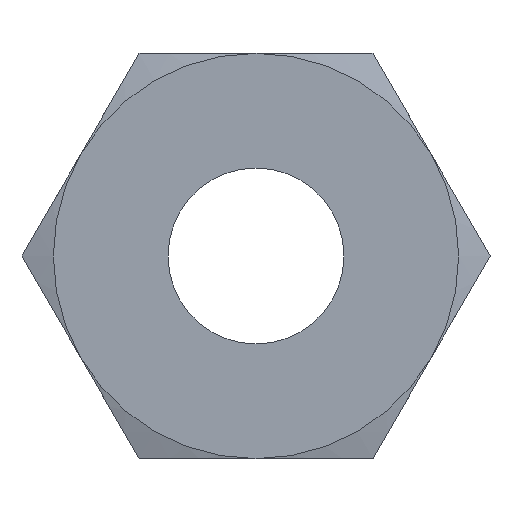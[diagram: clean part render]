
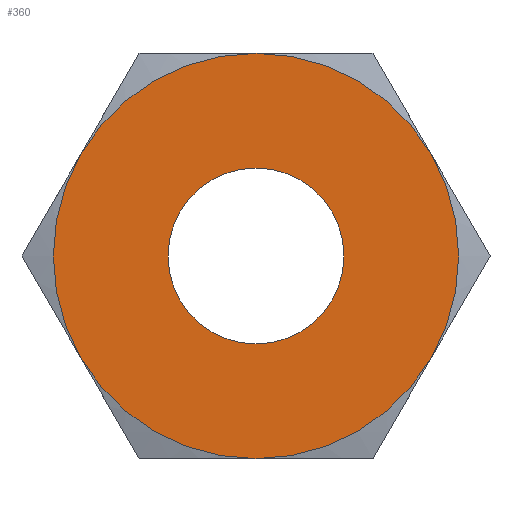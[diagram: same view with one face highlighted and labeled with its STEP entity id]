
A CAD part, front view. The second image highlights one B-rep face of the part: STEP entity #360.
In plain terms, the highlighted planar face has unit normal (0, -1, 0).
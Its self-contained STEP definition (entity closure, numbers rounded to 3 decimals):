
#15 = VERTEX_POINT ( 'NONE', #316 ) ;
#31 = VERTEX_POINT ( 'NONE', #283 ) ;
#45 = VERTEX_POINT ( 'NONE', #246 ) ;
#74 = VERTEX_POINT ( 'NONE', #188 ) ;
#83 = EDGE_CURVE ( 'NONE', #159, #278, #560, .T. ) ;
#89 = EDGE_CURVE ( 'NONE', #15, #159, #555, .T. ) ;
#95 = EDGE_CURVE ( 'NONE', #74, #15, #544, .T. ) ;
#144 = EDGE_CURVE ( 'NONE', #145, #146, #464, .T. ) ;
#145 = VERTEX_POINT ( 'NONE', #456 ) ;
#146 = VERTEX_POINT ( 'NONE', #455 ) ;
#159 = VERTEX_POINT ( 'NONE', #432 ) ;
#188 = CARTESIAN_POINT ( 'NONE',  ( 0., -1.2, -2.75 ) ) ;
#198 = ORIENTED_EDGE ( 'NONE', *, *, #144, .T. ) ;
#199 = EDGE_LOOP ( 'NONE', ( #200, #201, #202, #203, #204, #361 ) ) ;
#200 = ORIENTED_EDGE ( 'NONE', *, *, #359, .F. ) ;
#201 = ORIENTED_EDGE ( 'NONE', *, *, #83, .F. ) ;
#202 = ORIENTED_EDGE ( 'NONE', *, *, #89, .F. ) ;
#203 = ORIENTED_EDGE ( 'NONE', *, *, #95, .F. ) ;
#204 = ORIENTED_EDGE ( 'NONE', *, *, #268, .T. ) ;
#246 = CARTESIAN_POINT ( 'NONE',  ( 2.382, -1.2, 1.375 ) ) ;
#268 = EDGE_CURVE ( 'NONE', #74, #31, #386, .T. ) ;
#275 = EDGE_CURVE ( 'NONE', #45, #31, #371, .T. ) ;
#278 = VERTEX_POINT ( 'NONE', #594 ) ;
#283 = CARTESIAN_POINT ( 'NONE',  ( 2.382, -1.2, -1.375 ) ) ;
#316 = CARTESIAN_POINT ( 'NONE',  ( -2.382, -1.2, -1.375 ) ) ;
#341 = EDGE_LOOP ( 'NONE', ( #342, #198 ) ) ;
#342 = ORIENTED_EDGE ( 'NONE', *, *, #348, .T. ) ;
#348 = EDGE_CURVE ( 'NONE', #146, #145, #608, .T. ) ;
#359 = EDGE_CURVE ( 'NONE', #278, #45, #614, .T. ) ;
#360 = ADVANCED_FACE ( 'NONE', ( #615, #584 ), #598, .F. ) ;
#361 = ORIENTED_EDGE ( 'NONE', *, *, #275, .F. ) ;
#367 = DIRECTION ( 'NONE',  ( 0., 0., 1. ) ) ;
#368 = DIRECTION ( 'NONE',  ( 0., 1., 0. ) ) ;
#369 = CARTESIAN_POINT ( 'NONE',  ( 0., -1.2, 0. ) ) ;
#370 = AXIS2_PLACEMENT_3D ( 'NONE', #369, #368, #367 ) ;
#371 = CIRCLE ( 'NONE', #370, 2.75 ) ;
#383 = DIRECTION ( 'NONE',  ( 0., 0., -1. ) ) ;
#384 = DIRECTION ( 'NONE',  ( 0., -1., 0. ) ) ;
#385 = AXIS2_PLACEMENT_3D ( 'NONE', #392, #384, #383 ) ;
#386 = CIRCLE ( 'NONE', #385, 2.75 ) ;
#392 = CARTESIAN_POINT ( 'NONE',  ( 0., -1.2, 0. ) ) ;
#432 = CARTESIAN_POINT ( 'NONE',  ( -2.382, -1.2, 1.375 ) ) ;
#455 = CARTESIAN_POINT ( 'NONE',  ( 0., -1.2, 1.193 ) ) ;
#456 = CARTESIAN_POINT ( 'NONE',  ( 0., -1.2, -1.193 ) ) ;
#457 = DIRECTION ( 'NONE',  ( 0., 0., 1. ) ) ;
#458 = DIRECTION ( 'NONE',  ( 0., 1., 0. ) ) ;
#459 = CARTESIAN_POINT ( 'NONE',  ( 0., -1.2, 0. ) ) ;
#460 = AXIS2_PLACEMENT_3D ( 'NONE', #459, #458, #457 ) ;
#464 = CIRCLE ( 'NONE', #460, 1.193 ) ;
#536 = DIRECTION ( 'NONE',  ( 0., 0., 1. ) ) ;
#537 = DIRECTION ( 'NONE',  ( 0., 1., 0. ) ) ;
#538 = CARTESIAN_POINT ( 'NONE',  ( 0., -1.2, 0. ) ) ;
#539 = AXIS2_PLACEMENT_3D ( 'NONE', #538, #537, #536 ) ;
#544 = CIRCLE ( 'NONE', #539, 2.75 ) ;
#547 = DIRECTION ( 'NONE',  ( 0., 0., 1. ) ) ;
#548 = DIRECTION ( 'NONE',  ( 0., 1., 0. ) ) ;
#549 = CARTESIAN_POINT ( 'NONE',  ( 0., -1.2, 0. ) ) ;
#550 = AXIS2_PLACEMENT_3D ( 'NONE', #549, #548, #547 ) ;
#555 = CIRCLE ( 'NONE', #550, 2.75 ) ;
#557 = DIRECTION ( 'NONE',  ( 0., 0., 1. ) ) ;
#558 = DIRECTION ( 'NONE',  ( 0., 1., 0. ) ) ;
#559 = AXIS2_PLACEMENT_3D ( 'NONE', #566, #558, #557 ) ;
#560 = CIRCLE ( 'NONE', #559, 2.75 ) ;
#566 = CARTESIAN_POINT ( 'NONE',  ( 0., -1.2, 0. ) ) ;
#581 = CARTESIAN_POINT ( 'NONE',  ( 0., -1.2, 0. ) ) ;
#584 = FACE_OUTER_BOUND ( 'NONE', #199, .T. ) ;
#585 = DIRECTION ( 'NONE',  ( 0., 0., 1. ) ) ;
#586 = DIRECTION ( 'NONE',  ( 0., 1., 0. ) ) ;
#587 = CARTESIAN_POINT ( 'NONE',  ( 0., -1.2, 0. ) ) ;
#588 = AXIS2_PLACEMENT_3D ( 'NONE', #587, #586, #585 ) ;
#594 = CARTESIAN_POINT ( 'NONE',  ( 0., -1.2, 2.75 ) ) ;
#596 = AXIS2_PLACEMENT_3D ( 'NONE', #619, #618, #617 ) ;
#598 = PLANE ( 'NONE',  #596 ) ;
#606 = DIRECTION ( 'NONE',  ( 0., 1., 0. ) ) ;
#607 = AXIS2_PLACEMENT_3D ( 'NONE', #581, #606, #610 ) ;
#608 = CIRCLE ( 'NONE', #607, 1.193 ) ;
#610 = DIRECTION ( 'NONE',  ( 0., 0., 1. ) ) ;
#614 = CIRCLE ( 'NONE', #588, 2.75 ) ;
#615 = FACE_BOUND ( 'NONE', #341, .T. ) ;
#617 = DIRECTION ( 'NONE',  ( 0., 0., 1. ) ) ;
#618 = DIRECTION ( 'NONE',  ( 0., 1., 0. ) ) ;
#619 = CARTESIAN_POINT ( 'NONE',  ( 3.175, -1.2, 0. ) ) ;
